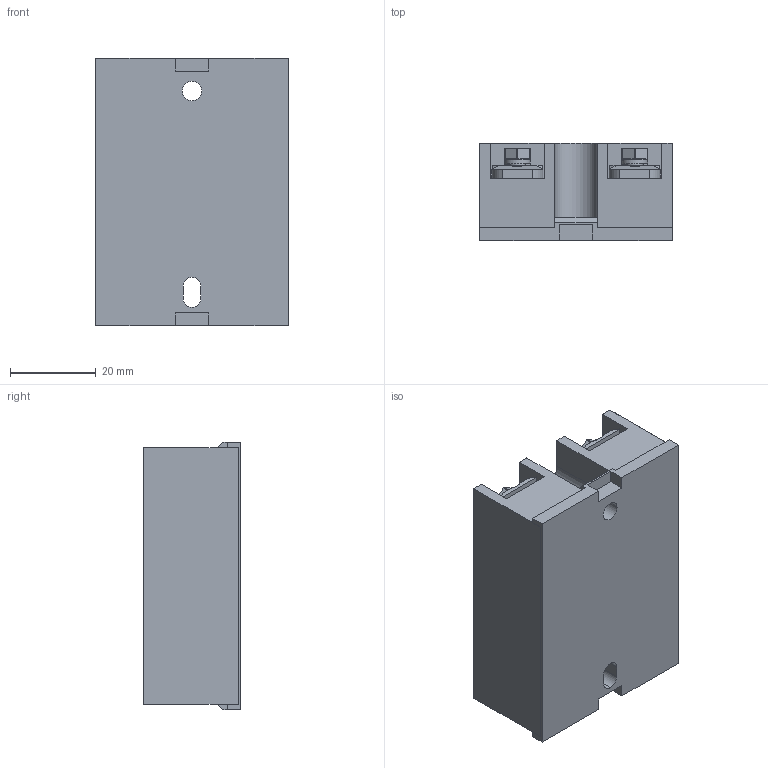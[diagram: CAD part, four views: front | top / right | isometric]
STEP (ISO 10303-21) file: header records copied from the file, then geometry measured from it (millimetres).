
FILE_DESCRIPTION (( 'STEP AP214' ), '1' );
FILE_NAME ('SSR-40 DA.STEP', '2023-10-15T20:33:36', ( '' ), ( '' ), 'SwSTEP 2.0', 'SolidWorks 2021', '' );
FILE_SCHEMA (( 'AUTOMOTIVE_DESIGN' ));
Length unit declared in the file: millimetre
Products named in the file (1): SSR-40 DA
Bounding box: 44.93 x 22.58 x 62.31 mm (x, y, z)
Volume: 23706.8 mm3; surface area: 25010 mm2
Topology: 14 solids, 14 shells, 803 faces, 2089 edges, 1324 vertices
Faces by surface type: plane 376, cylinder 284, cone 64, torus 51, sphere 20, bspline 8
Entity records: 34434 total; most frequent: CARTESIAN_POINT 5315, DIRECTION 4318, ORIENTED_EDGE 4178, EDGE_CURVE 2089, AXIS2_PLACEMENT_3D 1487, VECTOR 1344, LINE 1344, VERTEX_POINT 1324
